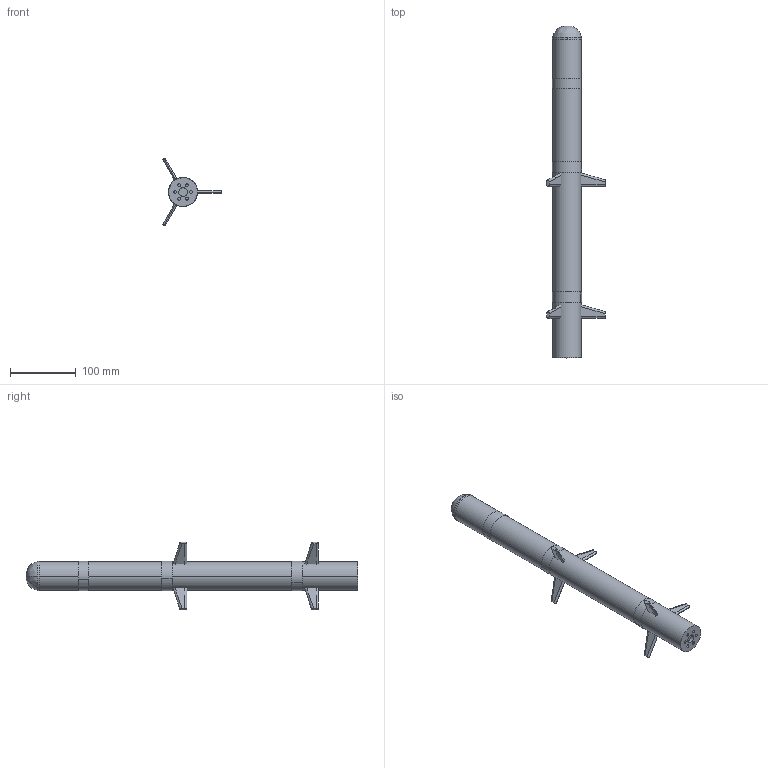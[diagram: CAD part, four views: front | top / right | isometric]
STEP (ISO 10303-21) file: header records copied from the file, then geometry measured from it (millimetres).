
FILE_DESCRIPTION(('FreeCAD Model'),'2;1');
FILE_NAME('Open CASCADE Shape Model','2025-05-03T13:32:11',('FreeCAD'),( 'FreeCAD'),'Open CASCADE STEP processor 7.6','FreeCAD','Unknown');
FILE_SCHEMA(('AUTOMOTIVE_DESIGN { 1 0 10303 214 1 1 1 1 }'));
Length unit declared in the file: millimetre
Products named in the file (1): Open CASCADE STEP translator 7.6 1
Bounding box: 88.98 x 503.37 x 102.74 mm (x, y, z)
Volume: 742172.5 mm3; surface area: 86707.6 mm2
Topology: 7 solids, 11 shells, 82 faces, 184 edges, 121 vertices
Faces by surface type: bspline 82
Entity records: 2310 total; most frequent: CARTESIAN_POINT 1246, ORIENTED_EDGE 348, EDGE_CURVE 182, VERTEX_POINT 121, FACE_BOUND 89, EDGE_LOOP 89, B_SPLINE_CURVE_WITH_KNOTS 84, ADVANCED_FACE 82
